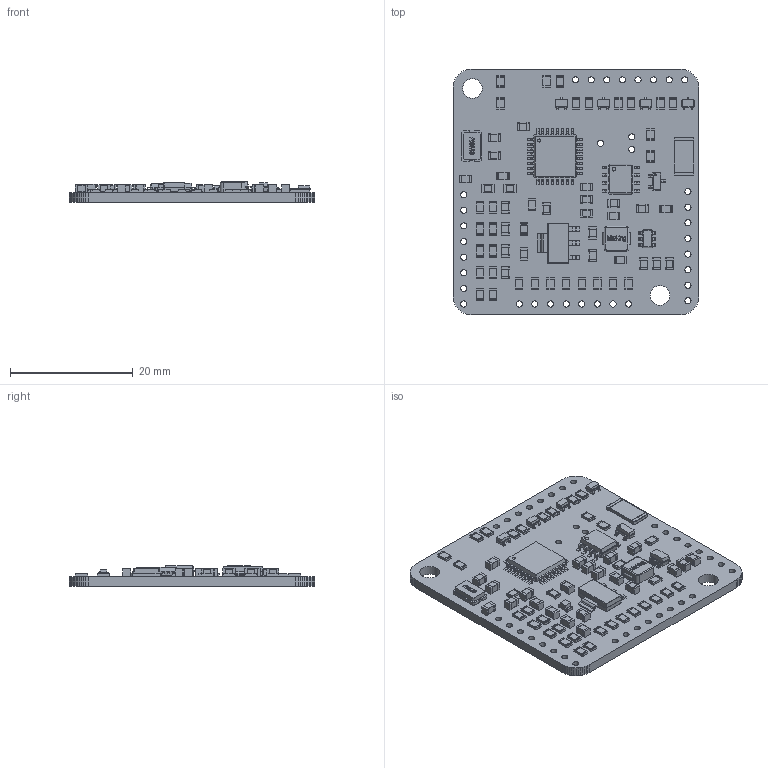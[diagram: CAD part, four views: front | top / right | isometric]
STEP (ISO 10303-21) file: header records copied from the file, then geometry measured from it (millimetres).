
FILE_DESCRIPTION(/* description */ (''),/* implementation_level */ '2;1');
FILE_NAME(/* name */ 'CANBoard.step',/* time_stamp */ '2024-07-02T16:14:11-04:00',/* author */ (''),/* organization */ (''),/* preprocessor_version */ 'ST-DEVELOPER v20',/* originating_system */ 'Autodesk Translation Framework v13.14.0.145',/* authorisation */ '');
FILE_SCHEMA (('AUTOMOTIVE_DESIGN { 1 0 10303 214 3 1 1 }'));
Length unit declared in the file: millimetre
Products named in the file (26): CANBoard; User Library-SOT23-3; SOLID (2); ABM3; SOLID (3); LQFP-32_7x7mm_P0.8mm; SOLID (4); R_2512_6332Metric; SOLID (5); 74437324010_Download_STP_WE-LHMI-4020_rev1; COMPOUND; SOT-23-6; SOLID (6); User Library-sot-223; SOLID (7); LED_0805_2012Metric; SOLID (8); SOT-323_SC-70; SOLID (9); R_0805_2012Metric; SOLID; C_0805_2012Metric; SOLID (1); SOIC-8_3.9x4.9mm_P1.27mm; SOLID (10); PCB
Assembly tree (83 placements, depth 3):
  CANBoard
    R_0805_2012Metric  x35
      SOLID
    C_0805_2012Metric  x22
      SOLID (1)
    User Library-SOT23-3
      SOLID (2)
    ABM3
      SOLID (3)
    LQFP-32_7x7mm_P0.8mm
      SOLID (4)
    R_2512_6332Metric
      SOLID (5)
    74437324010_Download_STP_WE-LHMI-4020_rev1
      COMPOUND
    SOT-23-6
      SOLID (6)
    User Library-sot-223
      SOLID (7)
    LED_0805_2012Metric
      SOLID (8)
    SOT-323_SC-70  x4
      SOLID (9)
    SOIC-8_3.9x4.9mm_P1.27mm
      SOLID (10)
    PCB
Bounding box: 40 x 40 x 3.38 mm (x, y, z)
Volume: 2760.6 mm3; surface area: 4756.9 mm2
Topology: 72 solids, 72 shells, 3199 faces, 8316 edges, 5319 vertices
Faces by surface type: plane 2245, cylinder 897, bspline 40, sphere 13, cone 4
Full cylindrical faces by diameter (mm): 0.5 x1, 0.6 x1, 0.991 x3, 1 x32, 3.2 x2
Entity records: 49691 total; most frequent: CARTESIAN_POINT 10073, ORIENTED_EDGE 7888, DIRECTION 7671, EDGE_CURVE 3944, LINE 3193, VECTOR 3193, VERTEX_POINT 2497, AXIS2_PLACEMENT_3D 2239
